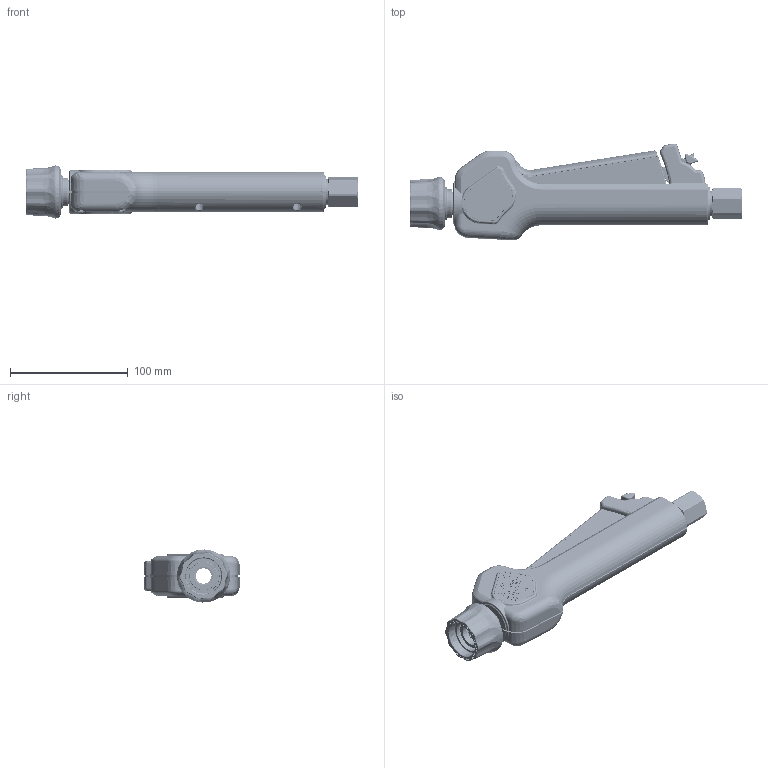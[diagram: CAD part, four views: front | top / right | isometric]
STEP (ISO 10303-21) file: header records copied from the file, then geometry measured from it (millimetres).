
FILE_DESCRIPTION(/* description */ ('Unknown'),/* implementation_level */ '2;1');
FILE_NAME(/* name */ 'ST-3225',/* time_stamp */ '2016-03-04T13:27:07+01:00',/* author */ ('Unknown'),/* organization */ ('Unknown'),/* preprocessor_version */ 'ST-DEVELOPER v16.7',/* originating_system */ 'DEX',/* authorisation */ $);
FILE_SCHEMA (('AUTOMOTIVE_DESIGN {1 0 10303 214 3 1 1}'));
Length unit declared in the file: millimetre
Products named in the file (14): gerade_Pistole_PT-4-5__1_00168212; 18102__TM_Hebel_einteilig_PT-4-5__1_00168185; HebelZuasmmengefasst-V4-3_00164610; 18091_020002990_Schild_ST-3225_60_bar_00183041; Sicherungsklinke_ohne_Fixierung_00164402; TM_Eingang_Swivel_G1_2IG_ST-3225_00177559; 04-1895_1_Drehstück-ST-340; 04-0051_Blechschraube_DIN_7981-3,5x16_V2A_Form C; 020002960_Halbschale_links_blau_00186412; 020002950_Halbschale_rechts_blau_00186415; TM_Kupplung_ST-3225_00177545; 11723_203225250_TM_Überwurfmutter_ST-3225_bl_Adf._00179108; 020003872_Handrad_Kuppl._ST-3225_bl._Adflex_00179103; Kupplungsbuchse_PT-4_00148924
Assembly tree (20 placements, depth 4):
  gerade_Pistole_PT-4-5__1_00168212
    18102__TM_Hebel_einteilig_PT-4-5__1_00168185
      HebelZuasmmengefasst-V4-3_00164610
    18091_020002990_Schild_ST-3225_60_bar_00183041
    Sicherungsklinke_ohne_Fixierung_00164402
    TM_Eingang_Swivel_G1_2IG_ST-3225_00177559
      04-1895_1_Drehstück-ST-340
    04-0051_Blechschraube_DIN_7981-3,5x16_V2A_Form C  x8
    020002960_Halbschale_links_blau_00186412
    020002950_Halbschale_rechts_blau_00186415
    TM_Kupplung_ST-3225_00177545
      11723_203225250_TM_Überwurfmutter_ST-3225_bl_Adf._00179108
        020003872_Handrad_Kuppl._ST-3225_bl._Adflex_00179103
      Kupplungsbuchse_PT-4_00148924
Bounding box: 282.12 x 82.2 x 45.14 mm (x, y, z)
Volume: 186313.4 mm3; surface area: 133953.7 mm2
Topology: 16 solids, 16 shells, 5550 faces, 14088 edges, 8784 vertices
Faces by surface type: plane 2021, bspline 1491, cylinder 894, cone 488, torus 459, sphere 197
Full cylindrical faces by diameter (mm): 2.5 x6, 3 x3, 3.5 x8, 4.2 x12, 6 x1, 6.9 x8, 15.2 x1, 15.9 x1, 18.1 x2, 18.8 x1, 19.14 x1, 20 x1, 20.3 x1, 21.5 x1, 21.8 x2, 23.6 x2, 24.5 x1, 25.8 x1, 28.2 x1, 28.7 x1, 28.8 x1, 30 x1, 31 x1
Entity records: 261270 total; most frequent: CARTESIAN_POINT 126933, ORIENTED_EDGE 26480, DIRECTION 19363, EDGE_CURVE 13240, VERTEX_POINT 8468, AXIS2_PLACEMENT_3D 7671, FACE_BOUND 6180, EDGE_LOOP 6172
